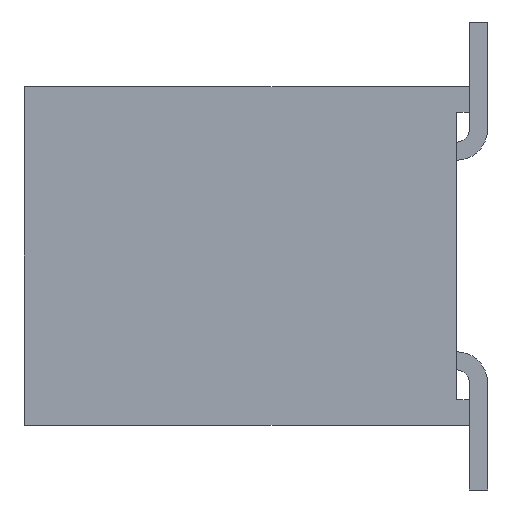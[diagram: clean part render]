
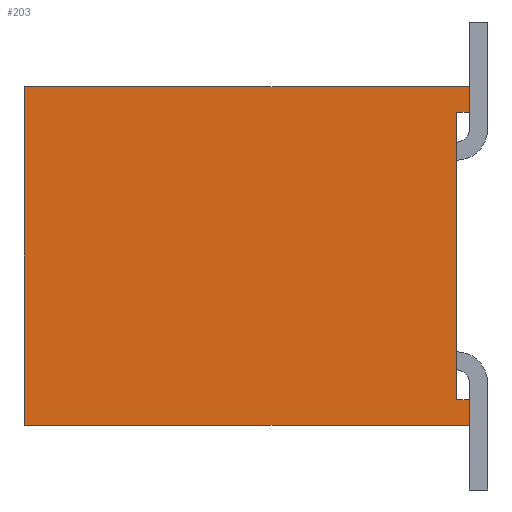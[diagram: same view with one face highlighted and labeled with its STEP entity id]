
A CAD part, left-side view. The second image highlights one B-rep face of the part: STEP entity #203.
In plain terms, the highlighted planar face has unit normal (-1, 0, 0).
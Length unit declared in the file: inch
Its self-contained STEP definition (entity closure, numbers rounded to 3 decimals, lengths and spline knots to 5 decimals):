
#203 = ADVANCED_FACE( '', ( #504 ), #505, .F. );
#504 = FACE_OUTER_BOUND( '', #932, .T. );
#505 = PLANE( '', #933 );
#932 = EDGE_LOOP( '', ( #1363, #1364, #1365, #1366, #1367, #1368, #1369, #1370 ) );
#933 = AXIS2_PLACEMENT_3D( '', #1371, #1372, #1373 );
#1363 = ORIENTED_EDGE( '', *, *, #2597, .T. );
#1364 = ORIENTED_EDGE( '', *, *, #2598, .T. );
#1365 = ORIENTED_EDGE( '', *, *, #2599, .F. );
#1366 = ORIENTED_EDGE( '', *, *, #2600, .F. );
#1367 = ORIENTED_EDGE( '', *, *, #2601, .T. );
#1368 = ORIENTED_EDGE( '', *, *, #2602, .T. );
#1369 = ORIENTED_EDGE( '', *, *, #2603, .T. );
#1370 = ORIENTED_EDGE( '', *, *, #2604, .T. );
#1371 = CARTESIAN_POINT( '', ( -0.05225, 0.172, -0.0655 ) );
#1372 = DIRECTION( '', ( 1., 0., 0. ) );
#1373 = DIRECTION( '', ( 0., 0., -1. ) );
#2597 = EDGE_CURVE( '', #3096, #3097, #3098, .T. );
#2598 = EDGE_CURVE( '', #3097, #3099, #3100, .T. );
#2599 = EDGE_CURVE( '', #3101, #3099, #3102, .T. );
#2600 = EDGE_CURVE( '', #3103, #3101, #3104, .T. );
#2601 = EDGE_CURVE( '', #3103, #3105, #3106, .T. );
#2602 = EDGE_CURVE( '', #3105, #3107, #3108, .T. );
#2603 = EDGE_CURVE( '', #3107, #3109, #3110, .T. );
#2604 = EDGE_CURVE( '', #3109, #3096, #3111, .T. );
#3096 = VERTEX_POINT( '', #3833 );
#3097 = VERTEX_POINT( '', #3834 );
#3098 = LINE( '', #3835, #3836 );
#3099 = VERTEX_POINT( '', #3837 );
#3100 = LINE( '', #3838, #3839 );
#3101 = VERTEX_POINT( '', #3840 );
#3102 = LINE( '', #3841, #3842 );
#3103 = VERTEX_POINT( '', #3843 );
#3104 = LINE( '', #3844, #3845 );
#3105 = VERTEX_POINT( '', #3846 );
#3106 = LINE( '', #3847, #3848 );
#3107 = VERTEX_POINT( '', #3849 );
#3108 = LINE( '', #3850, #3851 );
#3109 = VERTEX_POINT( '', #3852 );
#3110 = LINE( '', #3853, #3854 );
#3111 = LINE( '', #3855, #3856 );
#3833 = CARTESIAN_POINT( '', ( -0.05225, 0.005, 0.0555 ) );
#3834 = CARTESIAN_POINT( '', ( -0.05225, 0., 0.0555 ) );
#3835 = CARTESIAN_POINT( '', ( -0.05225, 0.005, 0.0555 ) );
#3836 = VECTOR( '', #4878, 39.37008 );
#3837 = CARTESIAN_POINT( '', ( -0.05225, 0., 0.0655 ) );
#3838 = CARTESIAN_POINT( '', ( -0.05225, 0., -0.0655 ) );
#3839 = VECTOR( '', #4879, 39.37008 );
#3840 = CARTESIAN_POINT( '', ( -0.05225, 0.172, 0.0655 ) );
#3841 = CARTESIAN_POINT( '', ( -0.05225, 0.172, 0.0655 ) );
#3842 = VECTOR( '', #4880, 39.37008 );
#3843 = CARTESIAN_POINT( '', ( -0.05225, 0.172, -0.0655 ) );
#3844 = CARTESIAN_POINT( '', ( -0.05225, 0.172, -0.0655 ) );
#3845 = VECTOR( '', #4881, 39.37008 );
#3846 = CARTESIAN_POINT( '', ( -0.05225, 0., -0.0655 ) );
#3847 = CARTESIAN_POINT( '', ( -0.05225, 0.172, -0.0655 ) );
#3848 = VECTOR( '', #4882, 39.37008 );
#3849 = CARTESIAN_POINT( '', ( -0.05225, 0., -0.0555 ) );
#3850 = CARTESIAN_POINT( '', ( -0.05225, 0., -0.0655 ) );
#3851 = VECTOR( '', #4883, 39.37008 );
#3852 = CARTESIAN_POINT( '', ( -0.05225, 0.005, -0.0555 ) );
#3853 = CARTESIAN_POINT( '', ( -0.05225, 0., -0.0555 ) );
#3854 = VECTOR( '', #4884, 39.37008 );
#3855 = CARTESIAN_POINT( '', ( -0.05225, 0.005, -0.0555 ) );
#3856 = VECTOR( '', #4885, 39.37008 );
#4878 = DIRECTION( '', ( 0., -1., 0. ) );
#4879 = DIRECTION( '', ( 0., 0., 1. ) );
#4880 = DIRECTION( '', ( 0., -1., 0. ) );
#4881 = DIRECTION( '', ( 0., 0., 1. ) );
#4882 = DIRECTION( '', ( 0., -1., 0. ) );
#4883 = DIRECTION( '', ( 0., 0., 1. ) );
#4884 = DIRECTION( '', ( 0., 1., 0. ) );
#4885 = DIRECTION( '', ( 0., 0., 1. ) );
